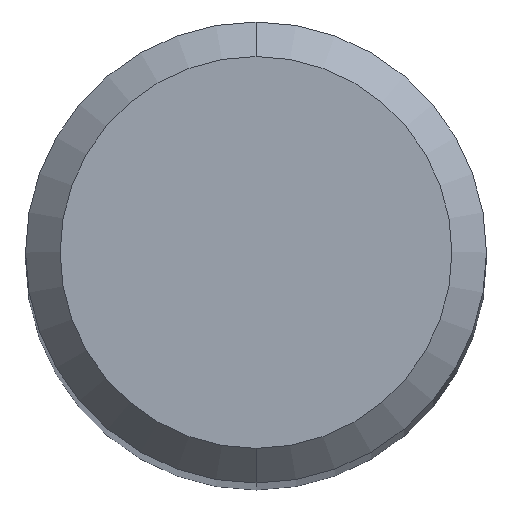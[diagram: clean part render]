
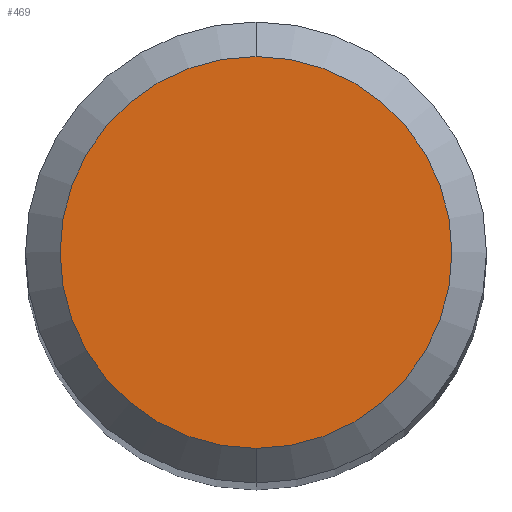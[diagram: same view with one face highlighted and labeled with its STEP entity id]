
A CAD part, top view. The second image highlights one B-rep face of the part: STEP entity #469.
In plain terms, the highlighted planar face has unit normal (0, 0, 1).
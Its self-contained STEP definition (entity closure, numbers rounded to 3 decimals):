
#469=ADVANCED_FACE('',(#1278),#1279,.T.);
#519=EDGE_CURVE('',#765,#1015,#1332,.T.);
#765=VERTEX_POINT('',#1597);
#869=EDGE_CURVE('',#1015,#765,#1715,.T.);
#1015=VERTEX_POINT('',#1875);
#1278=FACE_OUTER_BOUND('',#2347,.T.);
#1279=PLANE('',#2348);
#1332=CIRCLE('',#2544,1.7);
#1597=CARTESIAN_POINT('',(0.,-1.7,0.0));
#1715=CIRCLE('',#4160,1.7);
#1875=CARTESIAN_POINT('',(0.0,1.7,0.0));
#2347=EDGE_LOOP('',(#5413,#5414));
#2348=AXIS2_PLACEMENT_3D('',#5415,#5416,#5417);
#2544=AXIS2_PLACEMENT_3D('',#5452,#5453,#5454);
#4160=AXIS2_PLACEMENT_3D('',#5860,#5861,#5862);
#5413=ORIENTED_EDGE('',*,*,#869,.F.);
#5414=ORIENTED_EDGE('',*,*,#519,.F.);
#5415=CARTESIAN_POINT('',(0.0,0.85,0.0));
#5416=DIRECTION('',(-0.0,0.0,1.0));
#5417=DIRECTION('',(0.0,-1.0,0.0));
#5452=CARTESIAN_POINT('',(0.0,0.0,0.0));
#5453=DIRECTION('',(0.0,0.0,-1.0));
#5454=DIRECTION('',(0.0,1.0,0.0));
#5860=CARTESIAN_POINT('',(0.0,0.0,0.0));
#5861=DIRECTION('',(0.0,0.0,-1.0));
#5862=DIRECTION('',(0.0,1.0,0.0));
